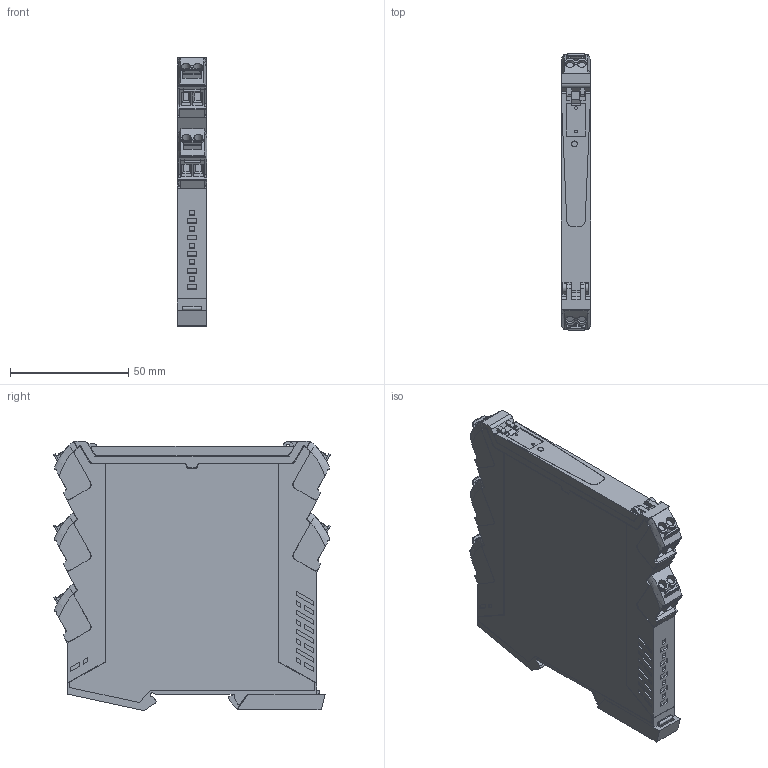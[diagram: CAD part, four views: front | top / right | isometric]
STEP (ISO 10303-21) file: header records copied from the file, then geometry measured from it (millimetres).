
FILE_DESCRIPTION(('CATIA V5 STEP Exchange','CAx-IF Rec.Pracs.--- Model Styling and Organization---1.4--- 2014-01-23'),'2;1');
FILE_NAME ('6442002_11_7760054115_S3D_ACT20P_CI_2CO.stp','2020-06-24T09:20:46+00:00',('none'),('Weidmueller'),'CATIA Version 5-6 Release 2016 SP3 HF44','CATIA V5 STEP AP214','none');
FILE_SCHEMA(('AUTOMOTIVE_DESIGN { 1 0 10303 214 1 1 1 1 }'));
Length unit declared in the file: millimetre
Products named in the file (1): 7760054115
Bounding box: 12.57 x 117.28 x 114.02 mm (x, y, z)
Volume: 143699.5 mm3; surface area: 46463.4 mm2
Topology: 16 solids, 16 shells, 1264 faces, 4024 edges, 2826 vertices
Faces by surface type: plane 885, cylinder 317, extrusion 28, revolution 20, bspline 10, sphere 4
Entity records: 46222 total; most frequent: CARTESIAN_POINT 11701, ORIENTED_EDGE 8044, DIRECTION 5121, EDGE_CURVE 4022, VERTEX_POINT 2826, VECTOR 2640, LINE 2612, AXIS2_PLACEMENT_3D 1542
